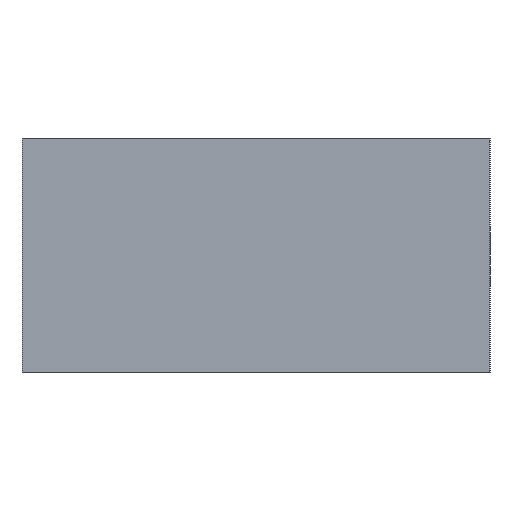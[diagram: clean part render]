
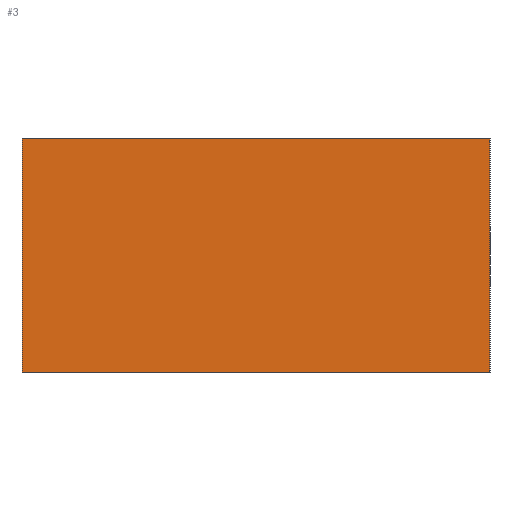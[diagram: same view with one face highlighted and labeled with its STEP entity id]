
A CAD part, left-side view. The second image highlights one B-rep face of the part: STEP entity #3.
In plain terms, the highlighted planar face has unit normal (-1, 0, 0).
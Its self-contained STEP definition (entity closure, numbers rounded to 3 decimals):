
#3 = ADVANCED_FACE ( 'NONE', ( #99 ), #412, .F. ) ;
#58 = DIRECTION ( 'NONE',  ( 0., 0., -1. ) ) ;
#66 = LINE ( 'NONE', #512, #142 ) ;
#68 = VERTEX_POINT ( 'NONE', #334 ) ;
#78 = AXIS2_PLACEMENT_3D ( 'NONE', #480, #257, #132 ) ;
#87 = CARTESIAN_POINT ( 'NONE',  ( -2500., 1000., -500. ) ) ;
#89 = DIRECTION ( 'NONE',  ( 0., -1., 0. ) ) ;
#99 = FACE_OUTER_BOUND ( 'NONE', #222, .T. ) ;
#118 = EDGE_CURVE ( 'NONE', #159, #68, #498, .T. ) ;
#132 = DIRECTION ( 'NONE',  ( 0., 0., -1. ) ) ;
#142 = VECTOR ( 'NONE', #291, 1000. ) ;
#154 = CARTESIAN_POINT ( 'NONE',  ( -2500., 1000., 500. ) ) ;
#159 = VERTEX_POINT ( 'NONE', #258 ) ;
#177 = LINE ( 'NONE', #354, #240 ) ;
#178 = ORIENTED_EDGE ( 'NONE', *, *, #180, .F. ) ;
#180 = EDGE_CURVE ( 'NONE', #389, #68, #177, .T. ) ;
#197 = CARTESIAN_POINT ( 'NONE',  ( -2500., -1000., 500. ) ) ;
#199 = VECTOR ( 'NONE', #89, 1000. ) ;
#222 = EDGE_LOOP ( 'NONE', ( #515, #178, #431, #437 ) ) ;
#230 = EDGE_CURVE ( 'NONE', #283, #159, #424, .T. ) ;
#240 = VECTOR ( 'NONE', #316, 1000. ) ;
#257 = DIRECTION ( 'NONE',  ( 1., 0., 0. ) ) ;
#258 = CARTESIAN_POINT ( 'NONE',  ( -2500., 1000., -500. ) ) ;
#273 = CARTESIAN_POINT ( 'NONE',  ( -2500., 1000., 500. ) ) ;
#283 = VERTEX_POINT ( 'NONE', #273 ) ;
#291 = DIRECTION ( 'NONE',  ( 0., -1., 0. ) ) ;
#316 = DIRECTION ( 'NONE',  ( 0., 0., -1. ) ) ;
#334 = CARTESIAN_POINT ( 'NONE',  ( -2500., -1000., -500. ) ) ;
#354 = CARTESIAN_POINT ( 'NONE',  ( -2500., -1000., 500. ) ) ;
#365 = VECTOR ( 'NONE', #58, 1000. ) ;
#389 = VERTEX_POINT ( 'NONE', #197 ) ;
#412 = PLANE ( 'NONE',  #78 ) ;
#424 = LINE ( 'NONE', #154, #365 ) ;
#431 = ORIENTED_EDGE ( 'NONE', *, *, #492, .F. ) ;
#437 = ORIENTED_EDGE ( 'NONE', *, *, #230, .T. ) ;
#480 = CARTESIAN_POINT ( 'NONE',  ( -2500., 1000., 500. ) ) ;
#492 = EDGE_CURVE ( 'NONE', #283, #389, #66, .T. ) ;
#498 = LINE ( 'NONE', #87, #199 ) ;
#512 = CARTESIAN_POINT ( 'NONE',  ( -2500., 1000., 500. ) ) ;
#515 = ORIENTED_EDGE ( 'NONE', *, *, #118, .T. ) ;
